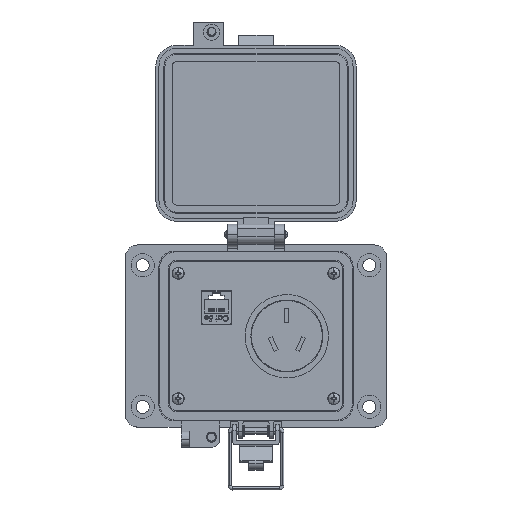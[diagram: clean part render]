
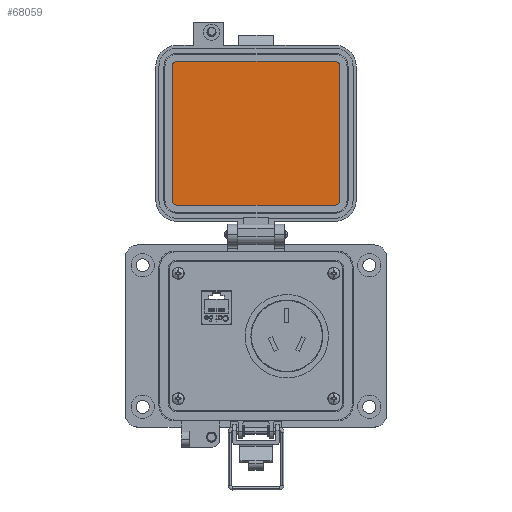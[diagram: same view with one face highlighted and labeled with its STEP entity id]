
A CAD part, top view. The second image highlights one B-rep face of the part: STEP entity #68059.
In plain terms, the highlighted planar face has unit normal (0, 0, 1).
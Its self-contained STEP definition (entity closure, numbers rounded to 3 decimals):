
#718 = VERTEX_POINT ( 'NONE', #19675 ) ;
#1239 = CARTESIAN_POINT ( 'NONE',  ( 38.212, 60.004, 19.202 ) ) ;
#1474 = DIRECTION ( 'NONE',  ( 0., 0., -1. ) ) ;
#1762 = DIRECTION ( 'NONE',  ( 0., -1., 0. ) ) ;
#2363 = CARTESIAN_POINT ( 'NONE',  ( 35.912, 57.705, 19.202 ) ) ;
#3435 = CARTESIAN_POINT ( 'NONE',  ( 38.212, 93.196, 19.202 ) ) ;
#4188 = EDGE_CURVE ( 'NONE', #54971, #39536, #16352, .T. ) ;
#5292 = DIRECTION ( 'NONE',  ( 0., -1., 0. ) ) ;
#5327 = PLANE ( 'NONE',  #39853 ) ;
#6580 = DIRECTION ( 'NONE',  ( 0., 1., 0. ) ) ;
#7883 = CARTESIAN_POINT ( 'NONE',  ( 35.912, 126.389, 19.202 ) ) ;
#8673 = ORIENTED_EDGE ( 'NONE', *, *, #4188, .F. ) ;
#9662 = CARTESIAN_POINT ( 'NONE',  ( -42.469, 126.389, 19.202 ) ) ;
#10250 = CIRCLE ( 'NONE', #45785, 2.299 ) ;
#10411 = VERTEX_POINT ( 'NONE', #12680 ) ;
#11860 = AXIS2_PLACEMENT_3D ( 'NONE', #7883, #1474, #18279 ) ;
#12680 = CARTESIAN_POINT ( 'NONE',  ( -44.769, 126.389, 19.202 ) ) ;
#13113 = DIRECTION ( 'NONE',  ( -1., 0., 0. ) ) ;
#13427 = AXIS2_PLACEMENT_3D ( 'NONE', #49685, #65799, #67207 ) ;
#14413 = ORIENTED_EDGE ( 'NONE', *, *, #30153, .F. ) ;
#16038 = DIRECTION ( 'NONE',  ( 0., 0., -1. ) ) ;
#16352 = CIRCLE ( 'NONE', #39310, 2.299 ) ;
#16610 = CARTESIAN_POINT ( 'NONE',  ( -44.769, 93.196, 19.202 ) ) ;
#18279 = DIRECTION ( 'NONE',  ( 1., 0., 0. ) ) ;
#19636 = EDGE_CURVE ( 'NONE', #10411, #718, #10250, .T. ) ;
#19675 = CARTESIAN_POINT ( 'NONE',  ( -42.469, 128.688, 19.202 ) ) ;
#21665 = CARTESIAN_POINT ( 'NONE',  ( -42.469, 57.705, 19.202 ) ) ;
#21814 = DIRECTION ( 'NONE',  ( 0., 0., 1. ) ) ;
#22630 = ORIENTED_EDGE ( 'NONE', *, *, #57862, .F. ) ;
#24558 = LINE ( 'NONE', #39327, #60813 ) ;
#25158 = ORIENTED_EDGE ( 'NONE', *, *, #53759, .F. ) ;
#25653 = VECTOR ( 'NONE', #6580, 1000. ) ;
#27421 = VERTEX_POINT ( 'NONE', #46110 ) ;
#27873 = DIRECTION ( 'NONE',  ( -1., 0., 0. ) ) ;
#27904 = CIRCLE ( 'NONE', #11860, 2.299 ) ;
#29370 = CARTESIAN_POINT ( 'NONE',  ( 35.912, 128.688, 19.202 ) ) ;
#29589 = DIRECTION ( 'NONE',  ( 1., 0., 0. ) ) ;
#29967 = ORIENTED_EDGE ( 'NONE', *, *, #56185, .F. ) ;
#30153 = EDGE_CURVE ( 'NONE', #718, #43076, #24558, .T. ) ;
#30541 = CIRCLE ( 'NONE', #13427, 2.299 ) ;
#32591 = DIRECTION ( 'NONE',  ( 0., 0., -1. ) ) ;
#34318 = ORIENTED_EDGE ( 'NONE', *, *, #64564, .F. ) ;
#36429 = VECTOR ( 'NONE', #1762, 1000. ) ;
#37981 = ORIENTED_EDGE ( 'NONE', *, *, #58465, .F. ) ;
#39310 = AXIS2_PLACEMENT_3D ( 'NONE', #65155, #16038, #5292 ) ;
#39327 = CARTESIAN_POINT ( 'NONE',  ( -3.279, 128.688, 19.202 ) ) ;
#39536 = VERTEX_POINT ( 'NONE', #2363 ) ;
#39853 = AXIS2_PLACEMENT_3D ( 'NONE', #70918, #21814, #27873 ) ;
#43076 = VERTEX_POINT ( 'NONE', #29370 ) ;
#44826 = LINE ( 'NONE', #3435, #36429 ) ;
#45785 = AXIS2_PLACEMENT_3D ( 'NONE', #9662, #32591, #48413 ) ;
#46110 = CARTESIAN_POINT ( 'NONE',  ( -44.769, 60.004, 19.202 ) ) ;
#48413 = DIRECTION ( 'NONE',  ( 0., -1., 0. ) ) ;
#48895 = LINE ( 'NONE', #16610, #25653 ) ;
#49685 = CARTESIAN_POINT ( 'NONE',  ( -42.469, 60.004, 19.202 ) ) ;
#52067 = VERTEX_POINT ( 'NONE', #21665 ) ;
#53759 = EDGE_CURVE ( 'NONE', #60691, #54971, #44826, .T. ) ;
#53877 = VECTOR ( 'NONE', #13113, 1000. ) ;
#54971 = VERTEX_POINT ( 'NONE', #1239 ) ;
#56185 = EDGE_CURVE ( 'NONE', #39536, #52067, #57546, .T. ) ;
#56672 = EDGE_LOOP ( 'NONE', ( #8673, #25158, #22630, #14413, #59715, #37981, #34318, #29967 ) ) ;
#56833 = CARTESIAN_POINT ( 'NONE',  ( -3.279, 57.705, 19.202 ) ) ;
#57546 = LINE ( 'NONE', #56833, #53877 ) ;
#57862 = EDGE_CURVE ( 'NONE', #43076, #60691, #27904, .T. ) ;
#58465 = EDGE_CURVE ( 'NONE', #27421, #10411, #48895, .T. ) ;
#59715 = ORIENTED_EDGE ( 'NONE', *, *, #19636, .F. ) ;
#60546 = CARTESIAN_POINT ( 'NONE',  ( 38.212, 126.389, 19.202 ) ) ;
#60691 = VERTEX_POINT ( 'NONE', #60546 ) ;
#60813 = VECTOR ( 'NONE', #29589, 1000. ) ;
#64564 = EDGE_CURVE ( 'NONE', #52067, #27421, #30541, .T. ) ;
#65155 = CARTESIAN_POINT ( 'NONE',  ( 35.912, 60.004, 19.202 ) ) ;
#65191 = FACE_OUTER_BOUND ( 'NONE', #56672, .T. ) ;
#65799 = DIRECTION ( 'NONE',  ( 0., 0., -1. ) ) ;
#67207 = DIRECTION ( 'NONE',  ( 1., 0., 0. ) ) ;
#68059 = ADVANCED_FACE ( 'NONE', ( #65191 ), #5327, .T. ) ;
#70918 = CARTESIAN_POINT ( 'NONE',  ( 39.871, 130.108, 19.202 ) ) ;
